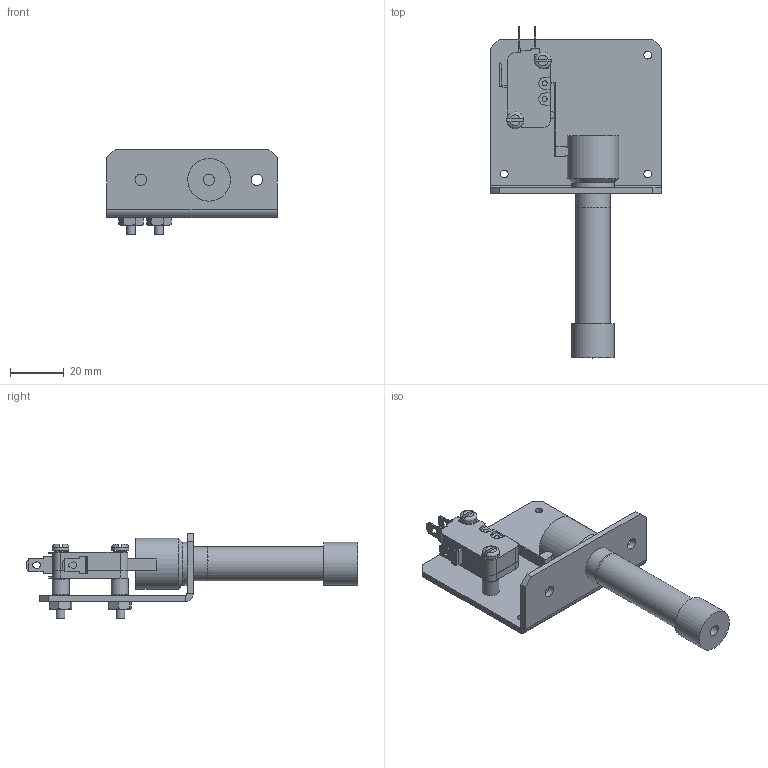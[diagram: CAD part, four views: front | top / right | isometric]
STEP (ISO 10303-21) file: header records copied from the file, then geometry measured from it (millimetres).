
FILE_DESCRIPTION(/* description */ (''),/* implementation_level */ '2;1');
FILE_NAME(/* name */ 'FIN_TOUCHPAD_SENSOR_ASSEMBLY3_A_ASM.stp',/* time_stamp */ '2017-01-08T12:16:49-05:00',/* author */ ('jeff1'),/* organization */ (''),/* preprocessor_version */ 'ST-DEVELOPER v16.5',/* originating_system */ 'Autodesk Inventor 2017',/* authorisation */ '');
FILE_SCHEMA (('AUTOMOTIVE_DESIGN { 1 0 10303 214 3 1 1 }'));
Length unit declared in the file: inch
Products named in the file (16): FIN_TOUCHPAD_SENSOR_ASSEMBLY3_A_ASM; FIN_TOUCHPAD_SENSOR_BRACKET_1_1; TP_SENSOR_NUT_1_1; SENSOR_SCREW_1_1; TP_SPACER_1_1; FIN_D3V_011_1A3_ASM_1_ASM_1_ASM; FIN_ASM0010_ASM_1_ASM_1_ASM; FIN_D3V_011_1A3_BASE_1_1; FIN_D3V_011_1A3_LEVER_1_1; FIN_D3V_011_1A3_BUTTON_1_1; FIN_BUSHING_1_1; FIN_TOUCHPAD_PLUNGER_ASM_1_ASM__ASM; FIN_TOUCHPAD_PLUNGER_BODY_1_1; FIN_TOUCHPAD_PLUNGER_TOP_1_1; FIN_INCH832_1_1; FIN_SANDWHICH_MOUNT_1_1
Assembly tree (18 placements, depth 4):
  FIN_TOUCHPAD_SENSOR_ASSEMBLY3_A_ASM
    SENSOR_SCREW_1_1  x2
    TP_SENSOR_NUT_1_1  x2
    FIN_TOUCHPAD_SENSOR_BRACKET_1_1
    TP_SPACER_1_1  x2
    FIN_D3V_011_1A3_ASM_1_ASM_1_ASM
      FIN_ASM0010_ASM_1_ASM_1_ASM
        FIN_D3V_011_1A3_BASE_1_1
        FIN_D3V_011_1A3_LEVER_1_1
        FIN_D3V_011_1A3_BUTTON_1_1
    FIN_BUSHING_1_1
    FIN_TOUCHPAD_PLUNGER_ASM_1_ASM__ASM
      FIN_TOUCHPAD_PLUNGER_BODY_1_1
      FIN_TOUCHPAD_PLUNGER_TOP_1_1
      FIN_INCH832_1_1
      FIN_SANDWHICH_MOUNT_1_1
Bounding box: 63.5 x 123.36 x 31.85 mm (x, y, z)
Volume: 31110.6 mm3; surface area: 22074 mm2
Topology: 15 solids, 15 shells, 350 faces, 890 edges, 577 vertices
Faces by surface type: plane 235, cylinder 81, cone 25, torus 9
Full cylindrical faces by diameter (mm): 1.85 x6, 2.578 x2, 2.845 x3, 3.1 x1, 3.175 x4, 3.264 x2, 3.581 x2, 4.166 x4, 4.305 x2, 4.572 x1, 6.223 x2, 6.35 x2, 7.925 x1, 9.525 x1, 12.7 x2, 12.725 x1, 15.875 x2, 19.05 x1
Entity records: 9700 total; most frequent: CARTESIAN_POINT 1674, DIRECTION 1607, ORIENTED_EDGE 1504, EDGE_CURVE 752, LINE 559, VECTOR 559, AXIS2_PLACEMENT_3D 524, VERTEX_POINT 515
